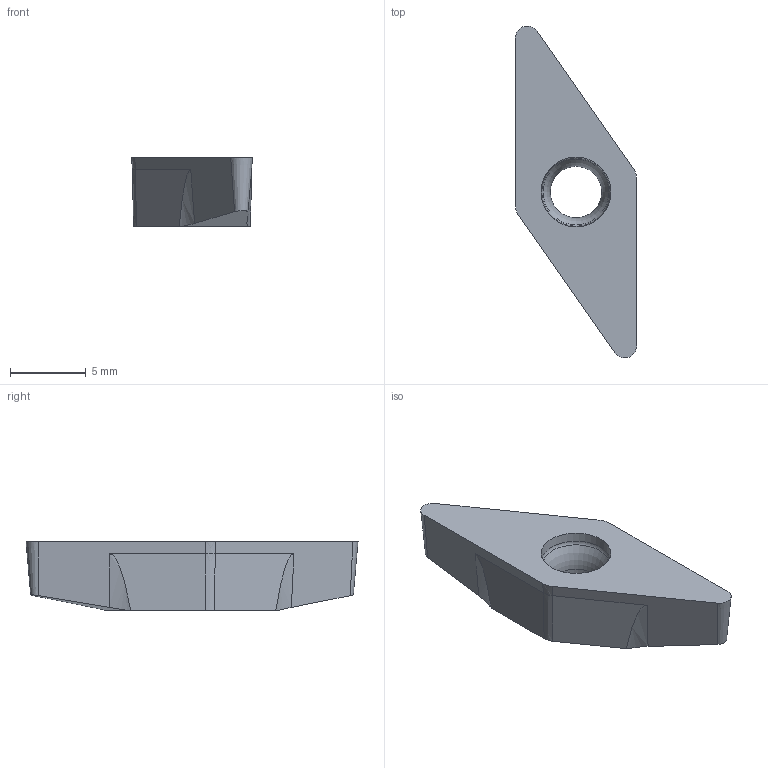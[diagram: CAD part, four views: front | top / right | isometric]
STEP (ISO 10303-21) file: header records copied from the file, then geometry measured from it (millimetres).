
FILE_DESCRIPTION(/* description */ (''),/* implementation_level */ '2;1');
FILE_NAME(/* name */ 'aaa320116_a.stp',/* time_stamp */ '2018-06-19T13:52:18+02:00',/* author */ (''),/* organization */ ('SMS'),/* preprocessor_version */ 'ST-DEVELOPER v15',/* originating_system */ 'SIEMENS PLM Software NX 8.5',/* authorisation */ '');
FILE_SCHEMA (('AUTOMOTIVE_DESIGN { 1 0 10303 214 3 1 1 1 }'));
Length unit declared in the file: millimetre
Products named in the file (1): AAA320116_A
Bounding box: 8 x 21.92 x 4.53 mm (x, y, z)
Volume: 400.5 mm3; surface area: 442.3 mm2
Topology: 1 solids, 1 shells, 26 faces, 68 edges, 46 vertices
Faces by surface type: plane 12, cone 7, extrusion 4, torus 2, cylinder 1
Full cylindrical faces by diameter (mm): 3.4 x1
Entity records: 970 total; most frequent: CARTESIAN_POINT 301, DIRECTION 126, ORIENTED_EDGE 122, EDGE_CURVE 61, AXIS2_PLACEMENT_3D 44, VERTEX_POINT 41, VECTOR 38, LINE 34
